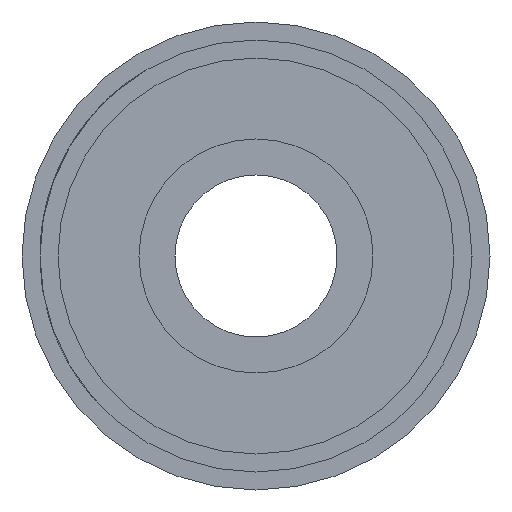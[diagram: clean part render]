
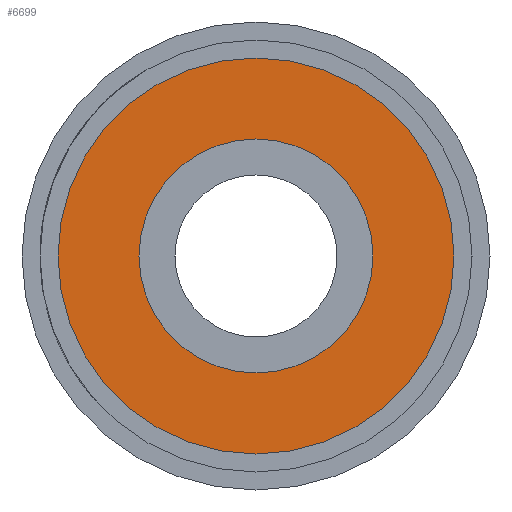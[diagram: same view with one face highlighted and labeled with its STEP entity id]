
A CAD part, left-side view. The second image highlights one B-rep face of the part: STEP entity #6699.
In plain terms, the highlighted planar face has unit normal (-1, 0, 0).
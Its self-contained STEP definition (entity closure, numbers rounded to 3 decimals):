
#408 = EDGE_CURVE ( 'NONE', #6074, #8443, #2845, .T. ) ;
#604 = PLANE ( 'NONE',  #5983 ) ;
#1066 = DIRECTION ( 'NONE',  ( -1., 0., 0. ) ) ;
#1129 = EDGE_LOOP ( 'NONE', ( #8008, #5385 ) ) ;
#1237 = AXIS2_PLACEMENT_3D ( 'NONE', #3937, #8837, #5508 ) ;
#1283 = DIRECTION ( 'NONE',  ( -1., 0., 0. ) ) ;
#1384 = CARTESIAN_POINT ( 'NONE',  ( 0., 0., 0. ) ) ;
#1407 = CARTESIAN_POINT ( 'NONE',  ( 0., 0., -11. ) ) ;
#1531 = AXIS2_PLACEMENT_3D ( 'NONE', #1384, #8268, #7603 ) ;
#2062 = DIRECTION ( 'NONE',  ( 0., 0., 1. ) ) ;
#2088 = FACE_BOUND ( 'NONE', #1129, .T. ) ;
#2690 = DIRECTION ( 'NONE',  ( 0., 0., 1. ) ) ;
#2827 = FACE_OUTER_BOUND ( 'NONE', #5914, .T. ) ;
#2845 = CIRCLE ( 'NONE', #1237, 6.5 ) ;
#2988 = CIRCLE ( 'NONE', #4705, 11. ) ;
#3409 = CARTESIAN_POINT ( 'NONE',  ( 0., 0., 0. ) ) ;
#3496 = EDGE_CURVE ( 'NONE', #4825, #8707, #2988, .T. ) ;
#3762 = ORIENTED_EDGE ( 'NONE', *, *, #6375, .T. ) ;
#3937 = CARTESIAN_POINT ( 'NONE',  ( 0., 0., 0. ) ) ;
#4705 = AXIS2_PLACEMENT_3D ( 'NONE', #7231, #1066, #8768 ) ;
#4763 = DIRECTION ( 'NONE',  ( -1., 0., 0. ) ) ;
#4825 = VERTEX_POINT ( 'NONE', #1407 ) ;
#5385 = ORIENTED_EDGE ( 'NONE', *, *, #6376, .F. ) ;
#5415 = AXIS2_PLACEMENT_3D ( 'NONE', #8181, #4763, #2062 ) ;
#5508 = DIRECTION ( 'NONE',  ( 0., 0., 1. ) ) ;
#5573 = CARTESIAN_POINT ( 'NONE',  ( 0., 0., 11. ) ) ;
#5843 = ORIENTED_EDGE ( 'NONE', *, *, #3496, .T. ) ;
#5914 = EDGE_LOOP ( 'NONE', ( #3762, #5843 ) ) ;
#5983 = AXIS2_PLACEMENT_3D ( 'NONE', #3409, #1283, #2690 ) ;
#6074 = VERTEX_POINT ( 'NONE', #6712 ) ;
#6375 = EDGE_CURVE ( 'NONE', #8707, #4825, #8567, .T. ) ;
#6376 = EDGE_CURVE ( 'NONE', #8443, #6074, #8865, .T. ) ;
#6699 = ADVANCED_FACE ( 'NONE', ( #2088, #2827 ), #604, .T. ) ;
#6712 = CARTESIAN_POINT ( 'NONE',  ( 0., 0., 6.5 ) ) ;
#6855 = CARTESIAN_POINT ( 'NONE',  ( 0., 0., -6.5 ) ) ;
#7231 = CARTESIAN_POINT ( 'NONE',  ( 0., 0., 0. ) ) ;
#7603 = DIRECTION ( 'NONE',  ( 0., 0., 1. ) ) ;
#8008 = ORIENTED_EDGE ( 'NONE', *, *, #408, .F. ) ;
#8181 = CARTESIAN_POINT ( 'NONE',  ( 0., 0., 0. ) ) ;
#8268 = DIRECTION ( 'NONE',  ( -1., 0., 0. ) ) ;
#8443 = VERTEX_POINT ( 'NONE', #6855 ) ;
#8567 = CIRCLE ( 'NONE', #5415, 11. ) ;
#8707 = VERTEX_POINT ( 'NONE', #5573 ) ;
#8768 = DIRECTION ( 'NONE',  ( 0., 0., 1. ) ) ;
#8837 = DIRECTION ( 'NONE',  ( -1., 0., 0. ) ) ;
#8865 = CIRCLE ( 'NONE', #1531, 6.5 ) ;
